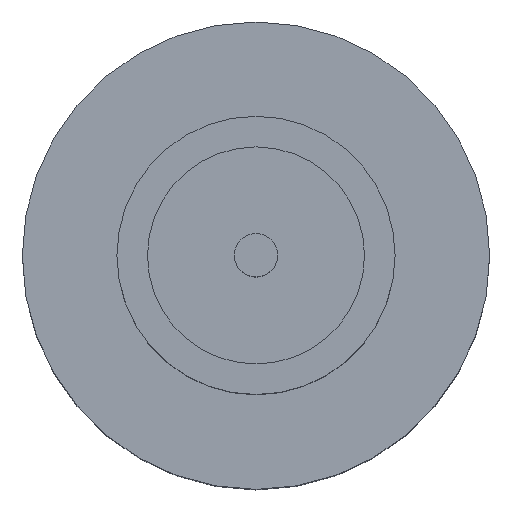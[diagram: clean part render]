
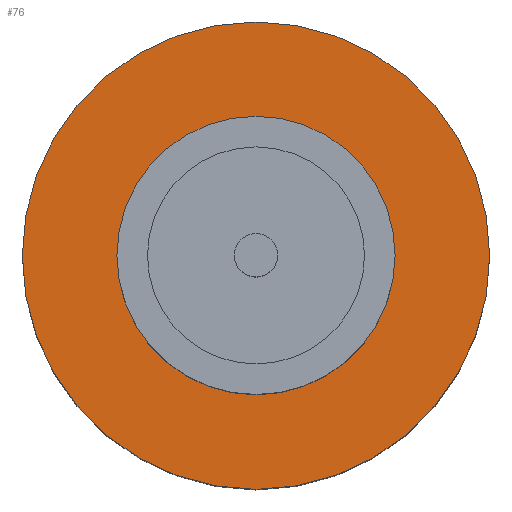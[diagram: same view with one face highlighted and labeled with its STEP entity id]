
A CAD part, top view. The second image highlights one B-rep face of the part: STEP entity #76.
In plain terms, the highlighted planar face has unit normal (0, 0, 1).
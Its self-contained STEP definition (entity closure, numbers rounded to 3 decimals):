
#19 = AXIS2_PLACEMENT_3D ( 'NONE', #612, #107, #241 ) ;
#30 = EDGE_LOOP ( 'NONE', ( #857, #885 ) ) ;
#31 = AXIS2_PLACEMENT_3D ( 'NONE', #643, #873, #425 ) ;
#64 = VERTEX_POINT ( 'NONE', #204 ) ;
#76 = ADVANCED_FACE ( 'NONE', ( #153, #119 ), #283, .T. ) ;
#100 = EDGE_CURVE ( 'NONE', #64, #269, #696, .T. ) ;
#104 = ORIENTED_EDGE ( 'NONE', *, *, #100, .T. ) ;
#106 = CIRCLE ( 'NONE', #840, 2.1 ) ;
#107 = DIRECTION ( 'NONE',  ( 0., 0., 1. ) ) ;
#119 = FACE_OUTER_BOUND ( 'NONE', #827, .T. ) ;
#153 = FACE_BOUND ( 'NONE', #30, .T. ) ;
#204 = CARTESIAN_POINT ( 'NONE',  ( 2.1, 0., 1.55 ) ) ;
#207 = CARTESIAN_POINT ( 'NONE',  ( 0., 0., 1.55 ) ) ;
#241 = DIRECTION ( 'NONE',  ( 1., 0., 0. ) ) ;
#251 = DIRECTION ( 'NONE',  ( 0., 0., 1. ) ) ;
#269 = VERTEX_POINT ( 'NONE', #879 ) ;
#283 = PLANE ( 'NONE',  #537 ) ;
#314 = CARTESIAN_POINT ( 'NONE',  ( 0., 0., 1.55 ) ) ;
#385 = DIRECTION ( 'NONE',  ( 1., 0., 0. ) ) ;
#411 = CIRCLE ( 'NONE', #616, 1.25 ) ;
#419 = DIRECTION ( 'NONE',  ( 0., 0., 1. ) ) ;
#425 = DIRECTION ( 'NONE',  ( 1., 0., 0. ) ) ;
#537 = AXIS2_PLACEMENT_3D ( 'NONE', #207, #567, #876 ) ;
#555 = EDGE_CURVE ( 'NONE', #269, #64, #106, .T. ) ;
#567 = DIRECTION ( 'NONE',  ( 0., 0., 1. ) ) ;
#612 = CARTESIAN_POINT ( 'NONE',  ( 0., 0., 1.55 ) ) ;
#616 = AXIS2_PLACEMENT_3D ( 'NONE', #314, #251, #385 ) ;
#643 = CARTESIAN_POINT ( 'NONE',  ( 0., 0., 1.55 ) ) ;
#664 = ORIENTED_EDGE ( 'NONE', *, *, #555, .T. ) ;
#681 = VERTEX_POINT ( 'NONE', #730 ) ;
#696 = CIRCLE ( 'NONE', #31, 2.1 ) ;
#713 = CIRCLE ( 'NONE', #19, 1.25 ) ;
#730 = CARTESIAN_POINT ( 'NONE',  ( -1.25, 0., 1.55 ) ) ;
#750 = VERTEX_POINT ( 'NONE', #884 ) ;
#827 = EDGE_LOOP ( 'NONE', ( #664, #104 ) ) ;
#829 = EDGE_CURVE ( 'NONE', #750, #681, #713, .T. ) ;
#840 = AXIS2_PLACEMENT_3D ( 'NONE', #943, #419, #937 ) ;
#857 = ORIENTED_EDGE ( 'NONE', *, *, #829, .F. ) ;
#873 = DIRECTION ( 'NONE',  ( 0., 0., 1. ) ) ;
#876 = DIRECTION ( 'NONE',  ( 1., 0., 0. ) ) ;
#879 = CARTESIAN_POINT ( 'NONE',  ( -2.1, 0., 1.55 ) ) ;
#884 = CARTESIAN_POINT ( 'NONE',  ( 1.25, 0., 1.55 ) ) ;
#885 = ORIENTED_EDGE ( 'NONE', *, *, #932, .F. ) ;
#932 = EDGE_CURVE ( 'NONE', #681, #750, #411, .T. ) ;
#937 = DIRECTION ( 'NONE',  ( 1., 0., 0. ) ) ;
#943 = CARTESIAN_POINT ( 'NONE',  ( 0., 0., 1.55 ) ) ;
